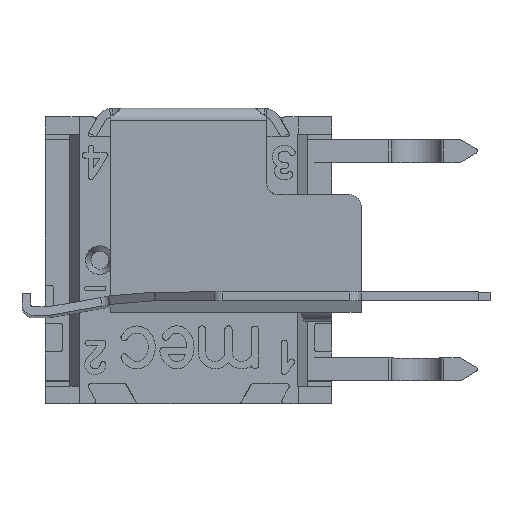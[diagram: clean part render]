
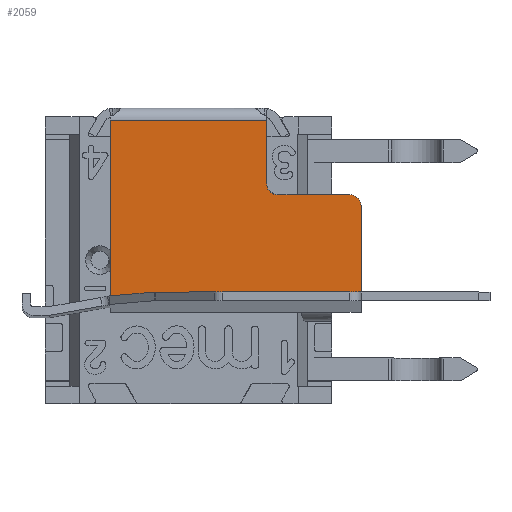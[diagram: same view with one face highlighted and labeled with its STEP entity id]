
A CAD part, top view. The second image highlights one B-rep face of the part: STEP entity #2059.
In plain terms, the highlighted planar face has unit normal (0, -0.035, 0.999).
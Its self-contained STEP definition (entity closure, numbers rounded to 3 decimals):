
#1899=CARTESIAN_POINT('',(2.715,4.886,4.268));
#1900=VERTEX_POINT('',#1899);
#1916=CARTESIAN_POINT('',(-2.735,4.886,4.268));
#1917=VERTEX_POINT('',#1916);
#1925=CARTESIAN_POINT('',(2.715,4.886,4.268));
#1926=DIRECTION('',(-1.0,0.0,0.0));
#1927=VECTOR('',#1926,5.45);
#1928=LINE('',#1925,#1927);
#1929=EDGE_CURVE('',#1900,#1917,#1928,.T.);
#1974=CARTESIAN_POINT('',(2.715,2.681,4.191));
#1975=VERTEX_POINT('',#1974);
#1976=CARTESIAN_POINT('',(2.715,4.886,4.268));
#1977=DIRECTION('',(0.,-0.999,-0.035));
#1978=VECTOR('',#1977,2.206);
#1979=LINE('',#1976,#1978);
#1980=EDGE_CURVE('',#1900,#1975,#1979,.T.);
#2002=CARTESIAN_POINT('',(8.154,-7.512,3.835));
#2003=DIRECTION('',(0.,-0.035,0.999));
#2004=DIRECTION('',(0.985,-0.175,-0.006));
#2005=AXIS2_PLACEMENT_3D('',#2002,#2003,#2004);
#2006=PLANE('',#2005);
#2007=ORIENTED_EDGE('',*,*,#1929,.T.);
#2008=CARTESIAN_POINT('',(-2.735,-1.32,4.051));
#2009=VERTEX_POINT('',#2008);
#2010=CARTESIAN_POINT('',(-2.735,-1.32,4.051));
#2011=DIRECTION('',(0.,0.999,0.035));
#2012=VECTOR('',#2011,6.21);
#2013=LINE('',#2010,#2012);
#2014=EDGE_CURVE('',#2009,#1917,#2013,.T.);
#2015=ORIENTED_EDGE('',*,*,#2014,.F.);
#2016=CARTESIAN_POINT('',(6.015,-1.32,4.051));
#2017=VERTEX_POINT('',#2016);
#2018=CARTESIAN_POINT('',(-2.735,-1.32,4.051));
#2019=DIRECTION('',(1.0,0.0,0.0));
#2020=VECTOR('',#2019,8.75);
#2021=LINE('',#2018,#2020);
#2022=EDGE_CURVE('',#2009,#2017,#2021,.T.);
#2023=ORIENTED_EDGE('',*,*,#2022,.T.);
#2024=CARTESIAN_POINT('',(6.015,1.882,4.163));
#2025=VERTEX_POINT('',#2024);
#2026=CARTESIAN_POINT('',(6.015,1.882,4.163));
#2027=DIRECTION('',(0.,-0.999,-0.035));
#2028=VECTOR('',#2027,3.204);
#2029=LINE('',#2026,#2028);
#2030=EDGE_CURVE('',#2025,#2017,#2029,.T.);
#2031=ORIENTED_EDGE('',*,*,#2030,.F.);
#2032=CARTESIAN_POINT('',(5.615,2.282,4.177));
#2033=VERTEX_POINT('',#2032);
#2034=CARTESIAN_POINT('',(5.615,1.882,4.163));
#2035=DIRECTION('',(0.,0.035,-0.999));
#2036=DIRECTION('',(0.707,0.707,0.025));
#2037=AXIS2_PLACEMENT_3D('',#2034,#2035,#2036);
#2038=CIRCLE('',#2037,0.4);
#2039=EDGE_CURVE('',#2033,#2025,#2038,.T.);
#2040=ORIENTED_EDGE('',*,*,#2039,.F.);
#2041=CARTESIAN_POINT('',(3.115,2.282,4.177));
#2042=VERTEX_POINT('',#2041);
#2043=CARTESIAN_POINT('',(3.115,2.282,4.177));
#2044=DIRECTION('',(1.0,0.0,0.0));
#2045=VECTOR('',#2044,2.5);
#2046=LINE('',#2043,#2045);
#2047=EDGE_CURVE('',#2042,#2033,#2046,.T.);
#2048=ORIENTED_EDGE('',*,*,#2047,.F.);
#2049=CARTESIAN_POINT('',(3.115,2.681,4.191));
#2050=DIRECTION('',(0.,-0.035,0.999));
#2051=DIRECTION('',(-0.707,-0.707,-0.025));
#2052=AXIS2_PLACEMENT_3D('',#2049,#2050,#2051);
#2053=CIRCLE('',#2052,0.4);
#2054=EDGE_CURVE('',#1975,#2042,#2053,.T.);
#2055=ORIENTED_EDGE('',*,*,#2054,.F.);
#2056=ORIENTED_EDGE('',*,*,#1980,.F.);
#2057=EDGE_LOOP('',(#2007,#2015,#2023,#2031,#2040,#2048,#2055,#2056));
#2058=FACE_OUTER_BOUND('',#2057,.T.);
#2059=ADVANCED_FACE('',(#2058),#2006,.T.);
